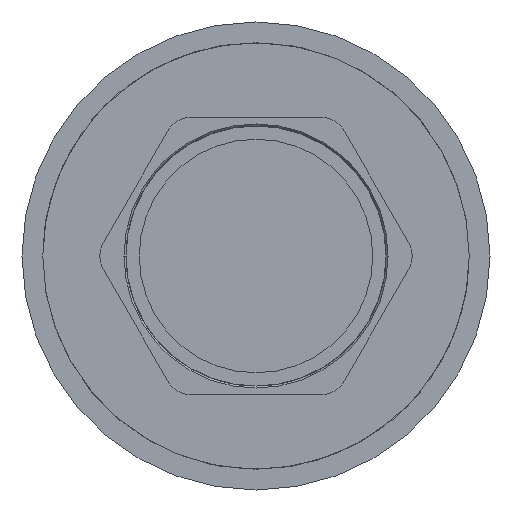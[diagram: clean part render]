
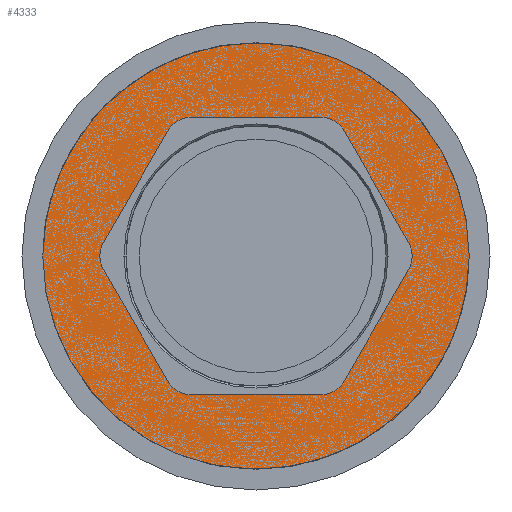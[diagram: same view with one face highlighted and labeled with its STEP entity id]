
A CAD part, front view. The second image highlights one B-rep face of the part: STEP entity #4333.
In plain terms, the highlighted planar face has unit normal (0, -1, 0).
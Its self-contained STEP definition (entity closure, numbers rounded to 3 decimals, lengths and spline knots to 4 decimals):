
#2822=CARTESIAN_POINT('',(0.,-3.31,0.));
#2823=DIRECTION('',(0.,1.,0.));
#2824=DIRECTION('',(1.,0.,0.));
#2825=AXIS2_PLACEMENT_3D('',#2822,#2823,#2824);
#2827=CARTESIAN_POINT('',(0.,-3.31,0.));
#2828=DIRECTION('',(0.,1.,0.));
#2829=DIRECTION('',(-1.,0.,0.));
#2830=AXIS2_PLACEMENT_3D('',#2827,#2828,#2829);
#2832=CARTESIAN_POINT('',(0.3103,-3.31,-0.5375));
#2833=DIRECTION('',(0.,-1.,0.));
#2834=DIRECTION('',(0.,0.,-1.));
#2835=AXIS2_PLACEMENT_3D('',#2832,#2833,#2834);
#2837=DIRECTION('',(0.5,0.,0.866));
#2838=VECTOR('',#2837,0.6207);
#2839=CARTESIAN_POINT('',(0.4229,-3.31,-0.6025));
#2840=LINE('',#2839,#2838);
#2841=CARTESIAN_POINT('',(0.6207,-3.31,0.));
#2842=DIRECTION('',(0.,-1.,0.));
#2843=DIRECTION('',(0.866,0.,-0.5));
#2844=AXIS2_PLACEMENT_3D('',#2841,#2842,#2843);
#2846=DIRECTION('',(-0.5,0.,0.866));
#2847=VECTOR('',#2846,0.6207);
#2848=CARTESIAN_POINT('',(0.7332,-3.31,0.065));
#2849=LINE('',#2848,#2847);
#2850=CARTESIAN_POINT('',(0.3103,-3.31,0.5375));
#2851=DIRECTION('',(0.,-1.,0.));
#2852=DIRECTION('',(0.866,0.,0.5));
#2853=AXIS2_PLACEMENT_3D('',#2850,#2851,#2852);
#2855=CARTESIAN_POINT('',(-0.3103,-3.31,0.5375));
#2856=DIRECTION('',(0.,-1.,0.));
#2857=DIRECTION('',(0.,0.,1.));
#2858=AXIS2_PLACEMENT_3D('',#2855,#2856,#2857);
#2860=DIRECTION('',(-0.5,0.,-0.866));
#2861=VECTOR('',#2860,0.6207);
#2862=CARTESIAN_POINT('',(-0.4229,-3.31,0.6025));
#2863=LINE('',#2862,#2861);
#2864=CARTESIAN_POINT('',(-0.6207,-3.31,0.));
#2865=DIRECTION('',(0.,-1.,0.));
#2866=DIRECTION('',(-0.866,0.,0.5));
#2867=AXIS2_PLACEMENT_3D('',#2864,#2865,#2866);
#2869=DIRECTION('',(0.5,0.,-0.866));
#2870=VECTOR('',#2869,0.6207);
#2871=CARTESIAN_POINT('',(-0.7332,-3.31,-0.065));
#2872=LINE('',#2871,#2870);
#2873=CARTESIAN_POINT('',(-0.3103,-3.31,-0.5375));
#2874=DIRECTION('',(0.,-1.,0.));
#2875=DIRECTION('',(-0.866,0.,-0.5));
#2876=AXIS2_PLACEMENT_3D('',#2873,#2874,#2875);
#2878=DIRECTION('',(1.,0.,0.));
#2879=VECTOR('',#2878,0.6207);
#2880=CARTESIAN_POINT('',(-0.3103,-3.31,-0.6675));
#2881=LINE('',#2880,#2879);
#2966=DIRECTION('',(-1.,0.,0.));
#2967=VECTOR('',#2966,0.6207);
#2968=CARTESIAN_POINT('',(0.3103,-3.31,0.6675));
#2969=LINE('',#2968,#2967);
#3634=CARTESIAN_POINT('',(-1.025,-3.31,0.));
#3635=VERTEX_POINT('',#3634);
#3636=CARTESIAN_POINT('',(1.025,-3.31,0.));
#3637=VERTEX_POINT('',#3636);
#3638=CARTESIAN_POINT('',(-0.3103,-3.31,-0.6675));
#3639=CARTESIAN_POINT('',(0.3103,-3.31,-0.6675));
#3640=VERTEX_POINT('',#3638);
#3641=VERTEX_POINT('',#3639);
#3642=CARTESIAN_POINT('',(-0.4229,-3.31,-0.6025));
#3643=VERTEX_POINT('',#3642);
#3644=CARTESIAN_POINT('',(-0.7332,-3.31,-0.065));
#3645=VERTEX_POINT('',#3644);
#3646=CARTESIAN_POINT('',(-0.7332,-3.31,0.065));
#3647=VERTEX_POINT('',#3646);
#3648=CARTESIAN_POINT('',(-0.4229,-3.31,0.6025));
#3649=VERTEX_POINT('',#3648);
#3650=CARTESIAN_POINT('',(-0.3103,-3.31,0.6675));
#3651=VERTEX_POINT('',#3650);
#3652=CARTESIAN_POINT('',(0.3103,-3.31,0.6675));
#3653=VERTEX_POINT('',#3652);
#3654=CARTESIAN_POINT('',(0.4229,-3.31,0.6025));
#3655=VERTEX_POINT('',#3654);
#3656=CARTESIAN_POINT('',(0.7332,-3.31,0.065));
#3657=VERTEX_POINT('',#3656);
#3658=CARTESIAN_POINT('',(0.7332,-3.31,-0.065));
#3659=VERTEX_POINT('',#3658);
#3660=CARTESIAN_POINT('',(0.4229,-3.31,-0.6025));
#3661=VERTEX_POINT('',#3660);
#4298=CARTESIAN_POINT('',(0.,-3.31,0.));
#4299=DIRECTION('',(0.,1.,0.));
#4300=DIRECTION('',(1.,0.,0.));
#4301=AXIS2_PLACEMENT_3D('',#4298,#4299,#4300);
#4302=PLANE('',#4301);
#4303=ORIENTED_EDGE('',*,*,#4291,.T.);
#4304=ORIENTED_EDGE('',*,*,#4280,.T.);
#4305=EDGE_LOOP('',(#4303,#4304));
#4306=FACE_OUTER_BOUND('',#4305,.F.);
#4308=ORIENTED_EDGE('',*,*,#4307,.T.);
#4310=ORIENTED_EDGE('',*,*,#4309,.T.);
#4312=ORIENTED_EDGE('',*,*,#4311,.T.);
#4314=ORIENTED_EDGE('',*,*,#4313,.T.);
#4316=ORIENTED_EDGE('',*,*,#4315,.T.);
#4318=ORIENTED_EDGE('',*,*,#4317,.T.);
#4320=ORIENTED_EDGE('',*,*,#4319,.T.);
#4322=ORIENTED_EDGE('',*,*,#4321,.T.);
#4324=ORIENTED_EDGE('',*,*,#4323,.T.);
#4326=ORIENTED_EDGE('',*,*,#4325,.T.);
#4328=ORIENTED_EDGE('',*,*,#4327,.T.);
#4330=ORIENTED_EDGE('',*,*,#4329,.T.);
#4331=EDGE_LOOP('',(#4308,#4310,#4312,#4314,#4316,#4318,#4320,#4322,#4324,#4326,
#4328,#4330));
#4332=FACE_BOUND('',#4331,.F.);
#4333=ADVANCED_FACE('',(#4306,#4332),#4302,.F.);
#2826=CIRCLE('',#2825,1.025);
#2831=CIRCLE('',#2830,1.025);
#2836=CIRCLE('',#2835,0.13);
#2845=CIRCLE('',#2844,0.13);
#2854=CIRCLE('',#2853,0.13);
#2859=CIRCLE('',#2858,0.13);
#2868=CIRCLE('',#2867,0.13);
#2877=CIRCLE('',#2876,0.13);
#4280=EDGE_CURVE('',#3635,#3637,#2831,.T.);
#4291=EDGE_CURVE('',#3637,#3635,#2826,.T.);
#4307=EDGE_CURVE('',#3640,#3641,#2881,.T.);
#4309=EDGE_CURVE('',#3641,#3661,#2836,.T.);
#4311=EDGE_CURVE('',#3661,#3659,#2840,.T.);
#4313=EDGE_CURVE('',#3659,#3657,#2845,.T.);
#4315=EDGE_CURVE('',#3657,#3655,#2849,.T.);
#4317=EDGE_CURVE('',#3655,#3653,#2854,.T.);
#4319=EDGE_CURVE('',#3653,#3651,#2969,.T.);
#4321=EDGE_CURVE('',#3651,#3649,#2859,.T.);
#4323=EDGE_CURVE('',#3649,#3647,#2863,.T.);
#4325=EDGE_CURVE('',#3647,#3645,#2868,.T.);
#4327=EDGE_CURVE('',#3645,#3643,#2872,.T.);
#4329=EDGE_CURVE('',#3643,#3640,#2877,.T.);
